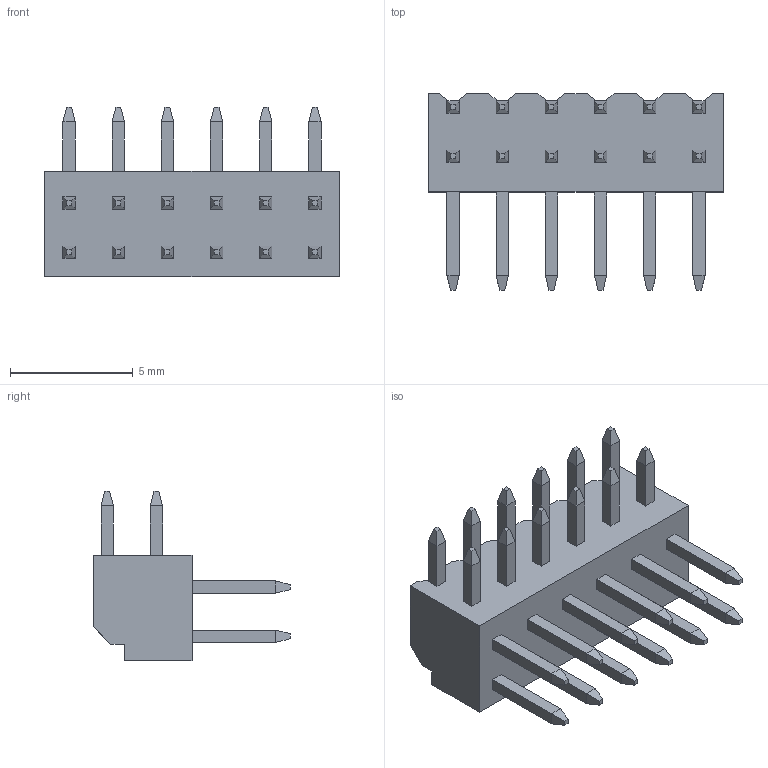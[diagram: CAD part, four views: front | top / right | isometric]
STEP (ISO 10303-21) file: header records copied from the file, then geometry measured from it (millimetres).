
FILE_DESCRIPTION((''),'2;1');
FILE_NAME('877601216','2018-10-26T',('gga'),(''),'PRO/ENGINEER BY PARAMETRIC TECHNOLOGY CORPORATION, 2016010','PRO/ENGINEER BY PARAMETRIC TECHNOLOGY CORPORATION, 2016010','');
FILE_SCHEMA(('CONFIG_CONTROL_DESIGN'));
Length unit declared in the file: millimetre
Products named in the file (1): 877601216
Bounding box: 12 x 8 x 6.9 mm (x, y, z)
Volume: 207 mm3; surface area: 375.7 mm2
Topology: 1 solids, 1 shells, 273 faces, 675 edges, 422 vertices
Faces by surface type: plane 267, cylinder 6
Entity records: 7820 total; most frequent: CARTESIAN_POINT 1347, ORIENTED_EDGE 1302, DIRECTION 1259, EDGE_CURVE 651, VECTOR 639, LINE 639, VERTEX_POINT 398, AXIS2_PLACEMENT_3D 310
